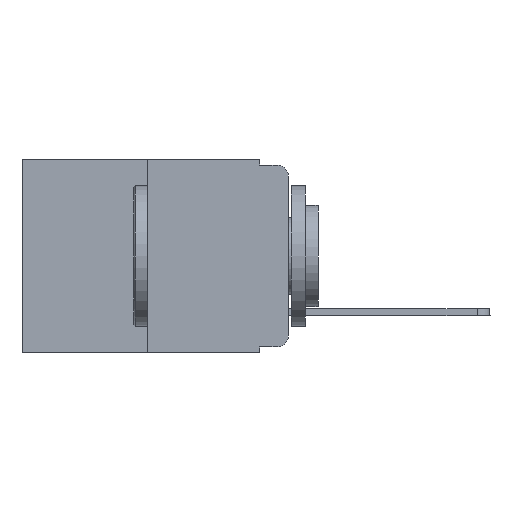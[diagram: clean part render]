
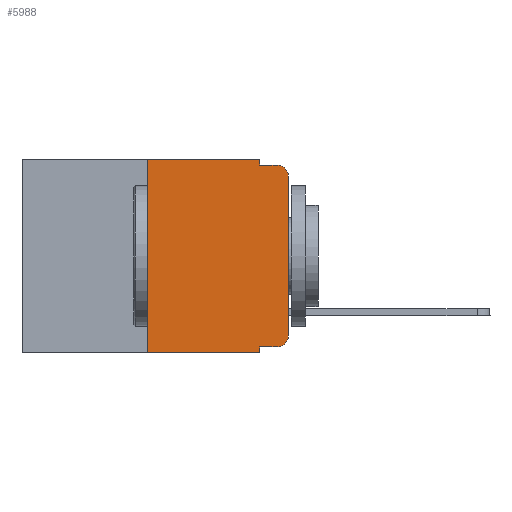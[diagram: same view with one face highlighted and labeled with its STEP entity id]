
A CAD part, left-side view. The second image highlights one B-rep face of the part: STEP entity #5988.
In plain terms, the highlighted planar face has unit normal (-1, 0, 0).
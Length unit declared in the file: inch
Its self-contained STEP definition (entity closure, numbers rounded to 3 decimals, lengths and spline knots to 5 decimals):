
#17 = EDGE_CURVE ( 'NONE', #16933, #18705, #15355, .T. ) ;
#48 = ORIENTED_EDGE ( 'NONE', *, *, #12018, .T. ) ;
#308 = DIRECTION ( 'NONE',  ( 0., -1., 0. ) ) ;
#362 = CARTESIAN_POINT ( 'NONE',  ( 0., 0.02, -0.01 ) ) ;
#396 = DIRECTION ( 'NONE',  ( 0., 0., -1. ) ) ;
#499 = CARTESIAN_POINT ( 'NONE',  ( 0., 0.02, -0.03 ) ) ;
#1131 = LINE ( 'NONE', #13019, #3481 ) ;
#1572 = EDGE_CURVE ( 'NONE', #2515, #2512, #13612, .T. ) ;
#1594 = DIRECTION ( 'NONE',  ( 0., 0., 1. ) ) ;
#1652 = CARTESIAN_POINT ( 'NONE',  ( 0., 0., -0.313 ) ) ;
#1715 = DIRECTION ( 'NONE',  ( 0., 0., -1. ) ) ;
#2222 = CARTESIAN_POINT ( 'NONE',  ( 0., 0.473, -0.343 ) ) ;
#2508 = VERTEX_POINT ( 'NONE', #13367 ) ;
#2512 = VERTEX_POINT ( 'NONE', #20921 ) ;
#2515 = VERTEX_POINT ( 'NONE', #20589 ) ;
#3481 = VECTOR ( 'NONE', #12857, 39.37008 ) ;
#3600 = ORIENTED_EDGE ( 'NONE', *, *, #22087, .F. ) ;
#4613 = EDGE_CURVE ( 'NONE', #2508, #4679, #10329, .T. ) ;
#4679 = VERTEX_POINT ( 'NONE', #8985 ) ;
#5498 = CARTESIAN_POINT ( 'NONE',  ( 0., 0.02, -0.313 ) ) ;
#5559 = CARTESIAN_POINT ( 'NONE',  ( 0., 0.473, 0. ) ) ;
#5717 = ORIENTED_EDGE ( 'NONE', *, *, #4613, .F. ) ;
#5817 = VECTOR ( 'NONE', #19166, 39.37008 ) ;
#5977 = CARTESIAN_POINT ( 'NONE',  ( 0., 0.051, -0.01 ) ) ;
#5988 = ADVANCED_FACE ( 'NONE', ( #17699 ), #20163, .F. ) ;
#6215 = ORIENTED_EDGE ( 'NONE', *, *, #1572, .F. ) ;
#6307 = VECTOR ( 'NONE', #1594, 39.37008 ) ;
#6335 = DIRECTION ( 'NONE',  ( 0., 0., 1. ) ) ;
#6743 = CIRCLE ( 'NONE', #21825, 0.02 ) ;
#7331 = ORIENTED_EDGE ( 'NONE', *, *, #13880, .T. ) ;
#7694 = DIRECTION ( 'NONE',  ( 0., 0., -1. ) ) ;
#7726 = VECTOR ( 'NONE', #15877, 39.37008 ) ;
#7929 = DIRECTION ( 'NONE',  ( -1., 0., 0. ) ) ;
#8369 = VERTEX_POINT ( 'NONE', #362 ) ;
#8748 = VECTOR ( 'NONE', #6335, 39.37008 ) ;
#8838 = VERTEX_POINT ( 'NONE', #10869 ) ;
#8849 = ORIENTED_EDGE ( 'NONE', *, *, #17, .F. ) ;
#8929 = EDGE_CURVE ( 'NONE', #18705, #8369, #1131, .T. ) ;
#8985 = CARTESIAN_POINT ( 'NONE',  ( 0., 0.051, -0.343 ) ) ;
#9222 = DIRECTION ( 'NONE',  ( -1., 0., 0. ) ) ;
#9930 = VECTOR ( 'NONE', #1715, 39.37008 ) ;
#9952 = ORIENTED_EDGE ( 'NONE', *, *, #13389, .T. ) ;
#10329 = LINE ( 'NONE', #21682, #7726 ) ;
#10869 = CARTESIAN_POINT ( 'NONE',  ( 0., 0., -0.03 ) ) ;
#10884 = VERTEX_POINT ( 'NONE', #13038 ) ;
#10928 = VECTOR ( 'NONE', #308, 39.37008 ) ;
#11518 = CARTESIAN_POINT ( 'NONE',  ( 0., 0.473, 0. ) ) ;
#12018 = EDGE_CURVE ( 'NONE', #10884, #13014, #6743, .T. ) ;
#12857 = DIRECTION ( 'NONE',  ( 0., -1., 0. ) ) ;
#12929 = LINE ( 'NONE', #11518, #10928 ) ;
#13014 = VERTEX_POINT ( 'NONE', #1652 ) ;
#13019 = CARTESIAN_POINT ( 'NONE',  ( 0., 0.051, -0.01 ) ) ;
#13038 = CARTESIAN_POINT ( 'NONE',  ( 0., 0.02, -0.333 ) ) ;
#13367 = CARTESIAN_POINT ( 'NONE',  ( 0., 0.051, -0.333 ) ) ;
#13389 = EDGE_CURVE ( 'NONE', #2515, #4679, #16140, .T. ) ;
#13612 = LINE ( 'NONE', #22312, #8748 ) ;
#13685 = AXIS2_PLACEMENT_3D ( 'NONE', #499, #7929, #7694 ) ;
#13756 = CARTESIAN_POINT ( 'NONE',  ( 0., 0.051, -0.333 ) ) ;
#13880 = EDGE_CURVE ( 'NONE', #8838, #8369, #15313, .T. ) ;
#13957 = ORIENTED_EDGE ( 'NONE', *, *, #8929, .F. ) ;
#13974 = CARTESIAN_POINT ( 'NONE',  ( 0., 0.051, 0. ) ) ;
#14602 = CARTESIAN_POINT ( 'NONE',  ( 0., 0., 0. ) ) ;
#15313 = CIRCLE ( 'NONE', #13685, 0.02 ) ;
#15355 = LINE ( 'NONE', #18132, #9930 ) ;
#15877 = DIRECTION ( 'NONE',  ( 0., 0., -1. ) ) ;
#16140 = LINE ( 'NONE', #2222, #5817 ) ;
#16933 = VERTEX_POINT ( 'NONE', #13974 ) ;
#17071 = EDGE_CURVE ( 'NONE', #13014, #8838, #19787, .T. ) ;
#17090 = DIRECTION ( 'NONE',  ( 0., 0., -1. ) ) ;
#17374 = DIRECTION ( 'NONE',  ( 0., -1., 0. ) ) ;
#17699 = FACE_OUTER_BOUND ( 'NONE', #21798, .T. ) ;
#18132 = CARTESIAN_POINT ( 'NONE',  ( 0., 0.051, 0. ) ) ;
#18551 = EDGE_CURVE ( 'NONE', #2508, #10884, #20600, .T. ) ;
#18570 = VECTOR ( 'NONE', #17374, 39.37008 ) ;
#18705 = VERTEX_POINT ( 'NONE', #5977 ) ;
#19166 = DIRECTION ( 'NONE',  ( 0., -1., 0. ) ) ;
#19787 = LINE ( 'NONE', #14602, #6307 ) ;
#20163 = PLANE ( 'NONE',  #22356 ) ;
#20589 = CARTESIAN_POINT ( 'NONE',  ( 0., 0.25, -0.343 ) ) ;
#20600 = LINE ( 'NONE', #13756, #18570 ) ;
#20921 = CARTESIAN_POINT ( 'NONE',  ( 0., 0.25, 0. ) ) ;
#21682 = CARTESIAN_POINT ( 'NONE',  ( 0., 0.051, 0. ) ) ;
#21798 = EDGE_LOOP ( 'NONE', ( #23228, #7331, #13957, #8849, #3600, #6215, #9952, #5717, #23485, #48 ) ) ;
#21825 = AXIS2_PLACEMENT_3D ( 'NONE', #5498, #9222, #396 ) ;
#22087 = EDGE_CURVE ( 'NONE', #2512, #16933, #12929, .T. ) ;
#22312 = CARTESIAN_POINT ( 'NONE',  ( 0., 0.25, 0. ) ) ;
#22347 = DIRECTION ( 'NONE',  ( 1., 0., 0. ) ) ;
#22356 = AXIS2_PLACEMENT_3D ( 'NONE', #5559, #22347, #17090 ) ;
#23228 = ORIENTED_EDGE ( 'NONE', *, *, #17071, .T. ) ;
#23485 = ORIENTED_EDGE ( 'NONE', *, *, #18551, .T. ) ;
